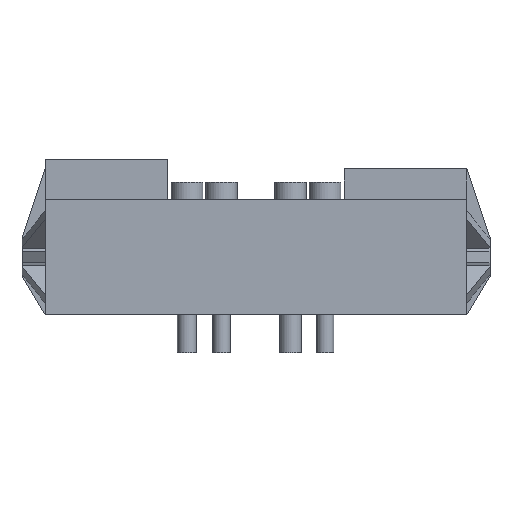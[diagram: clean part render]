
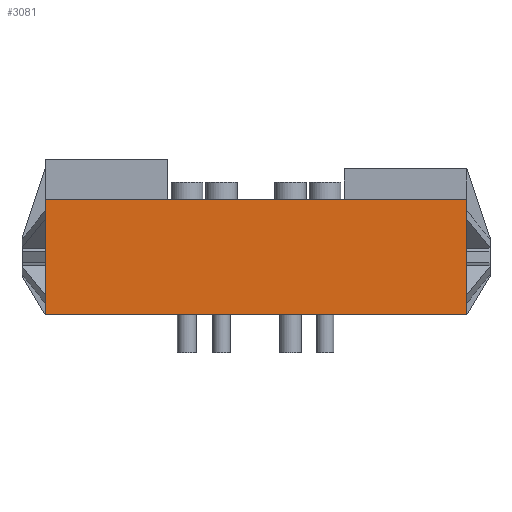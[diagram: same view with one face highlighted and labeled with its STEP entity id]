
A CAD part, front view. The second image highlights one B-rep face of the part: STEP entity #3081.
In plain terms, the highlighted planar face has unit normal (0, -1, 0).
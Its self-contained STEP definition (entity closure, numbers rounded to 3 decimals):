
#52=LINE('',#4025,#323);
#59=LINE('',#4039,#330);
#60=LINE('',#4042,#331);
#61=LINE('',#4043,#332);
#323=VECTOR('',#3401,1000.);
#330=VECTOR('',#3412,1000.);
#331=VECTOR('',#3413,1000.);
#332=VECTOR('',#3414,1000.);
#606=ORIENTED_EDGE('',*,*,#1243,.T.);
#607=ORIENTED_EDGE('',*,*,#1244,.F.);
#608=ORIENTED_EDGE('',*,*,#1236,.F.);
#609=ORIENTED_EDGE('',*,*,#1245,.T.);
#1236=EDGE_CURVE('',#1555,#1556,#52,.T.);
#1243=EDGE_CURVE('',#1561,#1562,#59,.T.);
#1244=EDGE_CURVE('',#1556,#1562,#60,.T.);
#1245=EDGE_CURVE('',#1555,#1561,#61,.T.);
#1555=VERTEX_POINT('',#4024);
#1556=VERTEX_POINT('',#4026);
#1561=VERTEX_POINT('',#4040);
#1562=VERTEX_POINT('',#4041);
#1817=EDGE_LOOP('',(#606,#607,#608,#609));
#1962=FACE_BOUND('',#1817,.T.);
#2103=PLANE('',#3217);
#3081=ADVANCED_FACE('',(#1962),#2103,.T.);
#3217=AXIS2_PLACEMENT_3D('',#4038,#3410,#3411);
#3401=DIRECTION('',(-1.,0.,0.));
#3410=DIRECTION('',(0.,-1.,0.));
#3411=DIRECTION('',(0.,0.,-1.));
#3412=DIRECTION('',(-1.,0.,0.));
#3413=DIRECTION('',(0.,0.,1.));
#3414=DIRECTION('',(0.,0.,1.));
#4024=CARTESIAN_POINT('',(55.,-21.,0.));
#4025=CARTESIAN_POINT('',(55.,-21.,0.));
#4026=CARTESIAN_POINT('',(-55.,-21.,0.));
#4038=CARTESIAN_POINT('',(55.,-21.,0.));
#4039=CARTESIAN_POINT('',(55.,-21.,30.));
#4040=CARTESIAN_POINT('',(55.,-21.,30.));
#4041=CARTESIAN_POINT('',(-55.,-21.,30.));
#4042=CARTESIAN_POINT('',(-55.,-21.,0.));
#4043=CARTESIAN_POINT('',(55.,-21.,0.));
